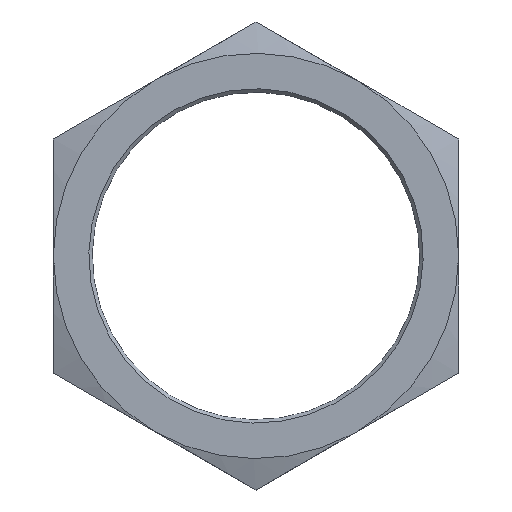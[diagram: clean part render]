
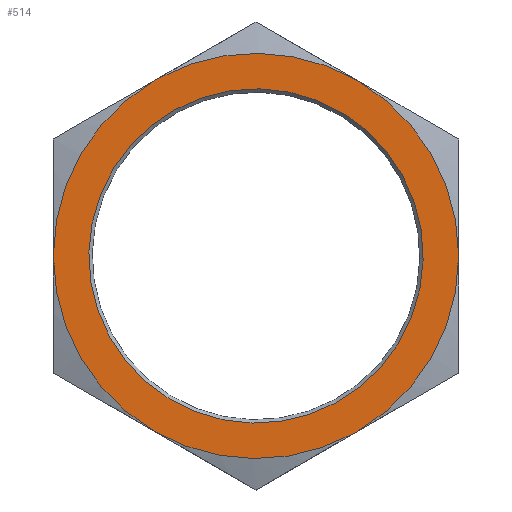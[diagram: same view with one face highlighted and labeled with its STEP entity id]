
A CAD part, top view. The second image highlights one B-rep face of the part: STEP entity #514.
In plain terms, the highlighted planar face has unit normal (0, 0, 1).
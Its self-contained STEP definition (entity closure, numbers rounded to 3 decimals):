
#379=AXIS2_PLACEMENT_3D('Circle Axis2P3D',#377,#378,$) ;
#390=AXIS2_PLACEMENT_3D('Circle Axis2P3D',#388,#389,$) ;
#401=AXIS2_PLACEMENT_3D('Circle Axis2P3D',#399,#400,$) ;
#419=AXIS2_PLACEMENT_3D('Circle Axis2P3D',#417,#418,$) ;
#431=AXIS2_PLACEMENT_3D('Circle Axis2P3D',#429,#430,$) ;
#442=AXIS2_PLACEMENT_3D('Circle Axis2P3D',#440,#441,$) ;
#460=AXIS2_PLACEMENT_3D('Circle Axis2P3D',#458,#459,$) ;
#472=AXIS2_PLACEMENT_3D('Circle Axis2P3D',#470,#471,$) ;
#484=AXIS2_PLACEMENT_3D('Plane Axis2P3D',#481,#482,#483) ;
#498=AXIS2_PLACEMENT_3D('Circle Axis2P3D',#496,#497,$) ;
#507=AXIS2_PLACEMENT_3D('Circle Axis2P3D',#505,#506,$) ;
#44=CARTESIAN_POINT('Vertex',(15.,60.622,6.3)) ;
#121=CARTESIAN_POINT('Vertex',(0.,34.641,6.3)) ;
#175=CARTESIAN_POINT('Vertex',(15.,8.66,6.3)) ;
#223=CARTESIAN_POINT('Vertex',(45.,8.66,6.3)) ;
#291=CARTESIAN_POINT('Vertex',(60.,34.641,6.3)) ;
#345=CARTESIAN_POINT('Vertex',(45.,60.622,6.3)) ;
#377=CARTESIAN_POINT('Axis2P3D Location',(30.,34.641,6.3)) ;
#388=CARTESIAN_POINT('Axis2P3D Location',(30.,34.641,6.3)) ;
#399=CARTESIAN_POINT('Axis2P3D Location',(30.,34.641,6.3)) ;
#403=CARTESIAN_POINT('Vertex',(44.383,8.314,6.3)) ;
#417=CARTESIAN_POINT('Axis2P3D Location',(30.,34.641,6.3)) ;
#429=CARTESIAN_POINT('Axis2P3D Location',(30.,34.641,6.3)) ;
#440=CARTESIAN_POINT('Axis2P3D Location',(30.,34.641,6.3)) ;
#455=CARTESIAN_POINT('Vertex',(15.617,60.968,6.3)) ;
#458=CARTESIAN_POINT('Axis2P3D Location',(30.,34.641,6.3)) ;
#470=CARTESIAN_POINT('Axis2P3D Location',(30.,34.641,6.3)) ;
#481=CARTESIAN_POINT('Axis2P3D Location',(30.,34.641,6.3)) ;
#496=CARTESIAN_POINT('Axis2P3D Location',(30.,34.641,6.3)) ;
#500=CARTESIAN_POINT('Vertex',(41.866,12.921,6.3)) ;
#502=CARTESIAN_POINT('Vertex',(18.134,56.361,6.3)) ;
#505=CARTESIAN_POINT('Axis2P3D Location',(30.,34.641,6.3)) ;
#378=DIRECTION('Axis2P3D Direction',(0.,0.,-1.)) ;
#389=DIRECTION('Axis2P3D Direction',(0.,0.,-1.)) ;
#400=DIRECTION('Axis2P3D Direction',(0.,0.,-1.)) ;
#418=DIRECTION('Axis2P3D Direction',(0.,0.,-1.)) ;
#430=DIRECTION('Axis2P3D Direction',(0.,0.,-1.)) ;
#441=DIRECTION('Axis2P3D Direction',(0.,0.,-1.)) ;
#459=DIRECTION('Axis2P3D Direction',(0.,0.,-1.)) ;
#471=DIRECTION('Axis2P3D Direction',(0.,0.,-1.)) ;
#482=DIRECTION('Axis2P3D Direction',(0.,0.,-1.)) ;
#483=DIRECTION('Axis2P3D XDirection',(0.,1.,0.)) ;
#497=DIRECTION('Axis2P3D Direction',(0.,0.,-1.)) ;
#506=DIRECTION('Axis2P3D Direction',(0.,0.,-1.)) ;
#487=ORIENTED_EDGE('',*,*,#392,.T.) ;
#488=ORIENTED_EDGE('',*,*,#462,.T.) ;
#489=ORIENTED_EDGE('',*,*,#474,.T.) ;
#490=ORIENTED_EDGE('',*,*,#444,.T.) ;
#491=ORIENTED_EDGE('',*,*,#381,.T.) ;
#492=ORIENTED_EDGE('',*,*,#421,.T.) ;
#493=ORIENTED_EDGE('',*,*,#405,.T.) ;
#494=ORIENTED_EDGE('',*,*,#433,.T.) ;
#511=ORIENTED_EDGE('',*,*,#504,.T.) ;
#512=ORIENTED_EDGE('',*,*,#509,.T.) ;
#513=FACE_BOUND('',#510,.T.) ;
#514=ADVANCED_FACE('Koerper.2',(#495,#513),#485,.F.) ;
#380=CIRCLE('generated circle',#379,30.) ;
#391=CIRCLE('generated circle',#390,30.) ;
#402=CIRCLE('generated circle',#401,30.) ;
#420=CIRCLE('generated circle',#419,30.) ;
#432=CIRCLE('generated circle',#431,30.) ;
#443=CIRCLE('generated circle',#442,30.) ;
#461=CIRCLE('generated circle',#460,30.) ;
#473=CIRCLE('generated circle',#472,30.) ;
#499=CIRCLE('generated circle',#498,24.75) ;
#508=CIRCLE('generated circle',#507,24.75) ;
#381=EDGE_CURVE('',#122,#176,#380,.F.) ;
#392=EDGE_CURVE('',#292,#346,#391,.F.) ;
#405=EDGE_CURVE('',#404,#224,#402,.F.) ;
#421=EDGE_CURVE('',#176,#404,#420,.F.) ;
#433=EDGE_CURVE('',#224,#292,#432,.F.) ;
#444=EDGE_CURVE('',#45,#122,#443,.F.) ;
#462=EDGE_CURVE('',#346,#456,#461,.F.) ;
#474=EDGE_CURVE('',#456,#45,#473,.F.) ;
#504=EDGE_CURVE('',#501,#503,#499,.T.) ;
#509=EDGE_CURVE('',#503,#501,#508,.T.) ;
#486=EDGE_LOOP('',(#487,#488,#489,#490,#491,#492,#493,#494)) ;
#510=EDGE_LOOP('',(#511,#512)) ;
#495=FACE_OUTER_BOUND('',#486,.T.) ;
#485=PLANE('',#484) ;
#45=VERTEX_POINT('',#44) ;
#122=VERTEX_POINT('',#121) ;
#176=VERTEX_POINT('',#175) ;
#224=VERTEX_POINT('',#223) ;
#292=VERTEX_POINT('',#291) ;
#346=VERTEX_POINT('',#345) ;
#404=VERTEX_POINT('',#403) ;
#456=VERTEX_POINT('',#455) ;
#501=VERTEX_POINT('',#500) ;
#503=VERTEX_POINT('',#502) ;
